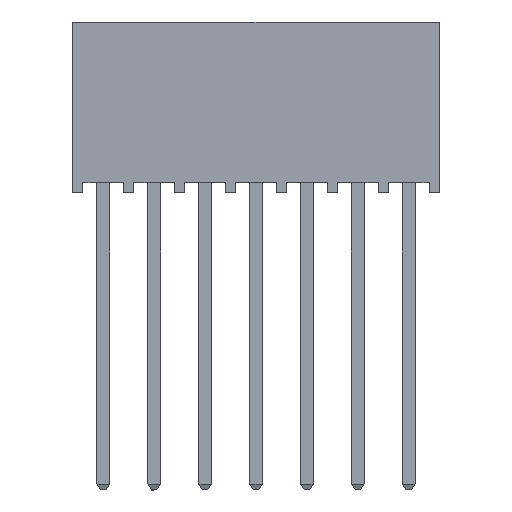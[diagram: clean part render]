
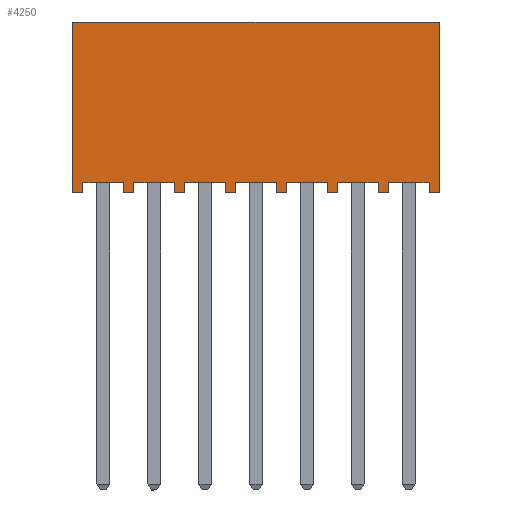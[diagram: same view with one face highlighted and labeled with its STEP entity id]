
A CAD part, top view. The second image highlights one B-rep face of the part: STEP entity #4250.
In plain terms, the highlighted planar face has unit normal (0, 0, 1).
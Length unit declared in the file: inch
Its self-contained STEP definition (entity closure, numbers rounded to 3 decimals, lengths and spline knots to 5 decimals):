
#63=ORIENTED_EDGE('',*,*,#1287,.F.);
#64=ORIENTED_EDGE('',*,*,#1288,.T.);
#65=ORIENTED_EDGE('',*,*,#1289,.F.);
#66=ORIENTED_EDGE('',*,*,#1290,.F.);
#67=ORIENTED_EDGE('',*,*,#1291,.T.);
#68=ORIENTED_EDGE('',*,*,#1292,.T.);
#69=ORIENTED_EDGE('',*,*,#1293,.F.);
#70=ORIENTED_EDGE('',*,*,#1294,.F.);
#71=ORIENTED_EDGE('',*,*,#1295,.F.);
#72=ORIENTED_EDGE('',*,*,#1296,.T.);
#73=ORIENTED_EDGE('',*,*,#1297,.F.);
#74=ORIENTED_EDGE('',*,*,#1298,.F.);
#75=ORIENTED_EDGE('',*,*,#1299,.F.);
#76=ORIENTED_EDGE('',*,*,#1300,.T.);
#77=ORIENTED_EDGE('',*,*,#1301,.F.);
#78=ORIENTED_EDGE('',*,*,#1302,.F.);
#79=ORIENTED_EDGE('',*,*,#1303,.F.);
#80=ORIENTED_EDGE('',*,*,#1304,.T.);
#81=ORIENTED_EDGE('',*,*,#1305,.F.);
#82=ORIENTED_EDGE('',*,*,#1306,.F.);
#83=ORIENTED_EDGE('',*,*,#1307,.F.);
#84=ORIENTED_EDGE('',*,*,#1308,.T.);
#85=ORIENTED_EDGE('',*,*,#1309,.F.);
#86=ORIENTED_EDGE('',*,*,#1310,.F.);
#87=ORIENTED_EDGE('',*,*,#1311,.F.);
#88=ORIENTED_EDGE('',*,*,#1312,.T.);
#89=ORIENTED_EDGE('',*,*,#1313,.F.);
#90=ORIENTED_EDGE('',*,*,#1314,.F.);
#91=ORIENTED_EDGE('',*,*,#1315,.F.);
#92=ORIENTED_EDGE('',*,*,#1316,.T.);
#93=ORIENTED_EDGE('',*,*,#1317,.F.);
#94=ORIENTED_EDGE('',*,*,#1318,.F.);
#1287=EDGE_CURVE('',#1899,#1900,#2307,.T.);
#1288=EDGE_CURVE('',#1899,#1901,#2308,.T.);
#1289=EDGE_CURVE('',#1902,#1901,#2309,.T.);
#1290=EDGE_CURVE('',#1903,#1902,#2310,.T.);
#1291=EDGE_CURVE('',#1903,#1904,#2311,.T.);
#1292=EDGE_CURVE('',#1904,#1905,#2312,.T.);
#1293=EDGE_CURVE('',#1906,#1905,#2313,.T.);
#1294=EDGE_CURVE('',#1907,#1906,#2314,.T.);
#1295=EDGE_CURVE('',#1908,#1907,#2315,.T.);
#1296=EDGE_CURVE('',#1908,#1909,#2316,.T.);
#1297=EDGE_CURVE('',#1910,#1909,#2317,.T.);
#1298=EDGE_CURVE('',#1911,#1910,#2318,.T.);
#1299=EDGE_CURVE('',#1912,#1911,#2319,.T.);
#1300=EDGE_CURVE('',#1912,#1913,#2320,.T.);
#1301=EDGE_CURVE('',#1914,#1913,#2321,.T.);
#1302=EDGE_CURVE('',#1915,#1914,#2322,.T.);
#1303=EDGE_CURVE('',#1916,#1915,#2323,.T.);
#1304=EDGE_CURVE('',#1916,#1917,#2324,.T.);
#1305=EDGE_CURVE('',#1918,#1917,#2325,.T.);
#1306=EDGE_CURVE('',#1919,#1918,#2326,.T.);
#1307=EDGE_CURVE('',#1920,#1919,#2327,.T.);
#1308=EDGE_CURVE('',#1920,#1921,#2328,.T.);
#1309=EDGE_CURVE('',#1922,#1921,#2329,.T.);
#1310=EDGE_CURVE('',#1923,#1922,#2330,.T.);
#1311=EDGE_CURVE('',#1924,#1923,#2331,.T.);
#1312=EDGE_CURVE('',#1924,#1925,#2332,.T.);
#1313=EDGE_CURVE('',#1926,#1925,#2333,.T.);
#1314=EDGE_CURVE('',#1927,#1926,#2334,.T.);
#1315=EDGE_CURVE('',#1928,#1927,#2335,.T.);
#1316=EDGE_CURVE('',#1928,#1929,#2336,.T.);
#1317=EDGE_CURVE('',#1930,#1929,#2337,.T.);
#1318=EDGE_CURVE('',#1900,#1930,#2338,.T.);
#1899=VERTEX_POINT('',#5851);
#1900=VERTEX_POINT('',#5852);
#1901=VERTEX_POINT('',#5854);
#1902=VERTEX_POINT('',#5856);
#1903=VERTEX_POINT('',#5858);
#1904=VERTEX_POINT('',#5860);
#1905=VERTEX_POINT('',#5862);
#1906=VERTEX_POINT('',#5864);
#1907=VERTEX_POINT('',#5866);
#1908=VERTEX_POINT('',#5868);
#1909=VERTEX_POINT('',#5870);
#1910=VERTEX_POINT('',#5872);
#1911=VERTEX_POINT('',#5874);
#1912=VERTEX_POINT('',#5876);
#1913=VERTEX_POINT('',#5878);
#1914=VERTEX_POINT('',#5880);
#1915=VERTEX_POINT('',#5882);
#1916=VERTEX_POINT('',#5884);
#1917=VERTEX_POINT('',#5886);
#1918=VERTEX_POINT('',#5888);
#1919=VERTEX_POINT('',#5890);
#1920=VERTEX_POINT('',#5892);
#1921=VERTEX_POINT('',#5894);
#1922=VERTEX_POINT('',#5896);
#1923=VERTEX_POINT('',#5898);
#1924=VERTEX_POINT('',#5900);
#1925=VERTEX_POINT('',#5902);
#1926=VERTEX_POINT('',#5904);
#1927=VERTEX_POINT('',#5906);
#1928=VERTEX_POINT('',#5908);
#1929=VERTEX_POINT('',#5910);
#1930=VERTEX_POINT('',#5912);
#2307=LINE('',#5850,#2919);
#2308=LINE('',#5853,#2920);
#2309=LINE('',#5855,#2921);
#2310=LINE('',#5857,#2922);
#2311=LINE('',#5859,#2923);
#2312=LINE('',#5861,#2924);
#2313=LINE('',#5863,#2925);
#2314=LINE('',#5865,#2926);
#2315=LINE('',#5867,#2927);
#2316=LINE('',#5869,#2928);
#2317=LINE('',#5871,#2929);
#2318=LINE('',#5873,#2930);
#2319=LINE('',#5875,#2931);
#2320=LINE('',#5877,#2932);
#2321=LINE('',#5879,#2933);
#2322=LINE('',#5881,#2934);
#2323=LINE('',#5883,#2935);
#2324=LINE('',#5885,#2936);
#2325=LINE('',#5887,#2937);
#2326=LINE('',#5889,#2938);
#2327=LINE('',#5891,#2939);
#2328=LINE('',#5893,#2940);
#2329=LINE('',#5895,#2941);
#2330=LINE('',#5897,#2942);
#2331=LINE('',#5899,#2943);
#2332=LINE('',#5901,#2944);
#2333=LINE('',#5903,#2945);
#2334=LINE('',#5905,#2946);
#2335=LINE('',#5907,#2947);
#2336=LINE('',#5909,#2948);
#2337=LINE('',#5911,#2949);
#2338=LINE('',#5913,#2950);
#2919=VECTOR('',#4759,39.37008);
#2920=VECTOR('',#4760,39.37008);
#2921=VECTOR('',#4761,39.37008);
#2922=VECTOR('',#4762,39.37008);
#2923=VECTOR('',#4763,39.37008);
#2924=VECTOR('',#4764,39.37008);
#2925=VECTOR('',#4765,39.37008);
#2926=VECTOR('',#4766,39.37008);
#2927=VECTOR('',#4767,39.37008);
#2928=VECTOR('',#4768,39.37008);
#2929=VECTOR('',#4769,39.37008);
#2930=VECTOR('',#4770,39.37008);
#2931=VECTOR('',#4771,39.37008);
#2932=VECTOR('',#4772,39.37008);
#2933=VECTOR('',#4773,39.37008);
#2934=VECTOR('',#4774,39.37008);
#2935=VECTOR('',#4775,39.37008);
#2936=VECTOR('',#4776,39.37008);
#2937=VECTOR('',#4777,39.37008);
#2938=VECTOR('',#4778,39.37008);
#2939=VECTOR('',#4779,39.37008);
#2940=VECTOR('',#4780,39.37008);
#2941=VECTOR('',#4781,39.37008);
#2942=VECTOR('',#4782,39.37008);
#2943=VECTOR('',#4783,39.37008);
#2944=VECTOR('',#4784,39.37008);
#2945=VECTOR('',#4785,39.37008);
#2946=VECTOR('',#4786,39.37008);
#2947=VECTOR('',#4787,39.37008);
#2948=VECTOR('',#4788,39.37008);
#2949=VECTOR('',#4789,39.37008);
#2950=VECTOR('',#4790,39.37008);
#3500=EDGE_LOOP('',(#63,#64,#65,#66,#67,#68,#69,#70,#71,#72,#73,#74,#75,
#76,#77,#78,#79,#80,#81,#82,#83,#84,#85,#86,#87,#88,#89,#90,#91,#92,#93,
#94));
#3764=FACE_BOUND('',#3500,.T.);
#4028=PLANE('',#4498);
#4250=ADVANCED_FACE('',(#3764),#4028,.F.);
#4498=AXIS2_PLACEMENT_3D('',#5849,#4757,#4758);
#4757=DIRECTION('',(0.,0.,-1.));
#4758=DIRECTION('',(-1.,0.,0.));
#4759=DIRECTION('',(0.,1.,0.));
#4760=DIRECTION('',(1.,0.,0.));
#4761=DIRECTION('',(0.,-1.,0.));
#4762=DIRECTION('',(1.,0.,0.));
#4763=DIRECTION('',(0.,-1.,0.));
#4764=DIRECTION('',(1.,0.,0.));
#4765=DIRECTION('',(0.,-1.,0.));
#4766=DIRECTION('',(-1.,0.,0.));
#4767=DIRECTION('',(0.,1.,0.));
#4768=DIRECTION('',(1.,0.,0.));
#4769=DIRECTION('',(0.,-1.,0.));
#4770=DIRECTION('',(-1.,0.,0.));
#4771=DIRECTION('',(0.,1.,0.));
#4772=DIRECTION('',(1.,0.,0.));
#4773=DIRECTION('',(0.,-1.,0.));
#4774=DIRECTION('',(-1.,0.,0.));
#4775=DIRECTION('',(0.,1.,0.));
#4776=DIRECTION('',(1.,0.,0.));
#4777=DIRECTION('',(0.,-1.,0.));
#4778=DIRECTION('',(-1.,0.,0.));
#4779=DIRECTION('',(0.,1.,0.));
#4780=DIRECTION('',(1.,0.,0.));
#4781=DIRECTION('',(0.,-1.,0.));
#4782=DIRECTION('',(-1.,0.,0.));
#4783=DIRECTION('',(0.,1.,0.));
#4784=DIRECTION('',(1.,0.,0.));
#4785=DIRECTION('',(0.,-1.,0.));
#4786=DIRECTION('',(-1.,0.,0.));
#4787=DIRECTION('',(0.,1.,0.));
#4788=DIRECTION('',(1.,0.,0.));
#4789=DIRECTION('',(0.,-1.,0.));
#4790=DIRECTION('',(-1.,0.,0.));
#5849=CARTESIAN_POINT('',(-0.36,0.335,0.0975));
#5850=CARTESIAN_POINT('',(0.34,0.335,0.0975));
#5851=CARTESIAN_POINT('',(0.34,0.,0.0975));
#5852=CARTESIAN_POINT('',(0.34,0.02,0.0975));
#5853=CARTESIAN_POINT('',(-0.36,0.,0.0975));
#5854=CARTESIAN_POINT('',(0.36,0.,0.0975));
#5855=CARTESIAN_POINT('',(0.36,0.335,0.0975));
#5856=CARTESIAN_POINT('',(0.36,0.335,0.0975));
#5857=CARTESIAN_POINT('',(-0.36,0.335,0.0975));
#5858=CARTESIAN_POINT('',(-0.36,0.335,0.0975));
#5859=CARTESIAN_POINT('',(-0.36,0.335,0.0975));
#5860=CARTESIAN_POINT('',(-0.36,0.,0.0975));
#5861=CARTESIAN_POINT('',(-0.36,0.,0.0975));
#5862=CARTESIAN_POINT('',(-0.34,0.,0.0975));
#5863=CARTESIAN_POINT('',(-0.34,0.335,0.0975));
#5864=CARTESIAN_POINT('',(-0.34,0.02,0.0975));
#5865=CARTESIAN_POINT('',(-0.36,0.02,0.0975));
#5866=CARTESIAN_POINT('',(-0.26,0.02,0.0975));
#5867=CARTESIAN_POINT('',(-0.26,0.335,0.0975));
#5868=CARTESIAN_POINT('',(-0.26,0.,0.0975));
#5869=CARTESIAN_POINT('',(-0.36,0.,0.0975));
#5870=CARTESIAN_POINT('',(-0.24,0.,0.0975));
#5871=CARTESIAN_POINT('',(-0.24,0.335,0.0975));
#5872=CARTESIAN_POINT('',(-0.24,0.02,0.0975));
#5873=CARTESIAN_POINT('',(-0.36,0.02,0.0975));
#5874=CARTESIAN_POINT('',(-0.16,0.02,0.0975));
#5875=CARTESIAN_POINT('',(-0.16,0.335,0.0975));
#5876=CARTESIAN_POINT('',(-0.16,0.,0.0975));
#5877=CARTESIAN_POINT('',(-0.36,0.,0.0975));
#5878=CARTESIAN_POINT('',(-0.14,0.,0.0975));
#5879=CARTESIAN_POINT('',(-0.14,0.335,0.0975));
#5880=CARTESIAN_POINT('',(-0.14,0.02,0.0975));
#5881=CARTESIAN_POINT('',(-0.36,0.02,0.0975));
#5882=CARTESIAN_POINT('',(-0.06,0.02,0.0975));
#5883=CARTESIAN_POINT('',(-0.06,0.335,0.0975));
#5884=CARTESIAN_POINT('',(-0.06,0.,0.0975));
#5885=CARTESIAN_POINT('',(-0.36,0.,0.0975));
#5886=CARTESIAN_POINT('',(-0.04,0.,0.0975));
#5887=CARTESIAN_POINT('',(-0.04,0.335,0.0975));
#5888=CARTESIAN_POINT('',(-0.04,0.02,0.0975));
#5889=CARTESIAN_POINT('',(-0.36,0.02,0.0975));
#5890=CARTESIAN_POINT('',(0.04,0.02,0.0975));
#5891=CARTESIAN_POINT('',(0.04,0.335,0.0975));
#5892=CARTESIAN_POINT('',(0.04,0.,0.0975));
#5893=CARTESIAN_POINT('',(-0.36,0.,0.0975));
#5894=CARTESIAN_POINT('',(0.06,0.,0.0975));
#5895=CARTESIAN_POINT('',(0.06,0.335,0.0975));
#5896=CARTESIAN_POINT('',(0.06,0.02,0.0975));
#5897=CARTESIAN_POINT('',(-0.36,0.02,0.0975));
#5898=CARTESIAN_POINT('',(0.14,0.02,0.0975));
#5899=CARTESIAN_POINT('',(0.14,0.335,0.0975));
#5900=CARTESIAN_POINT('',(0.14,0.,0.0975));
#5901=CARTESIAN_POINT('',(-0.36,0.,0.0975));
#5902=CARTESIAN_POINT('',(0.16,0.,0.0975));
#5903=CARTESIAN_POINT('',(0.16,0.335,0.0975));
#5904=CARTESIAN_POINT('',(0.16,0.02,0.0975));
#5905=CARTESIAN_POINT('',(-0.36,0.02,0.0975));
#5906=CARTESIAN_POINT('',(0.24,0.02,0.0975));
#5907=CARTESIAN_POINT('',(0.24,0.335,0.0975));
#5908=CARTESIAN_POINT('',(0.24,0.,0.0975));
#5909=CARTESIAN_POINT('',(-0.36,0.,0.0975));
#5910=CARTESIAN_POINT('',(0.26,0.,0.0975));
#5911=CARTESIAN_POINT('',(0.26,0.335,0.0975));
#5912=CARTESIAN_POINT('',(0.26,0.02,0.0975));
#5913=CARTESIAN_POINT('',(-0.36,0.02,0.0975));
